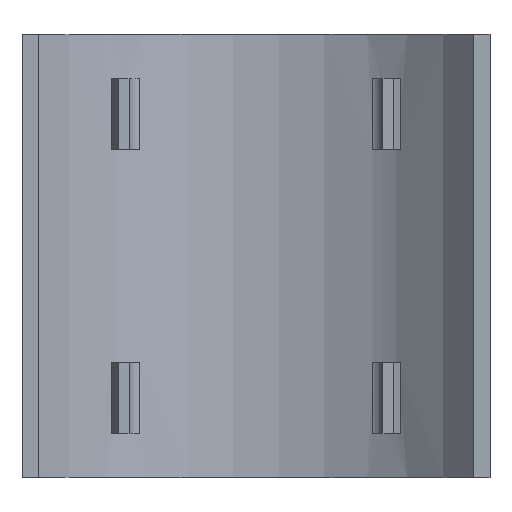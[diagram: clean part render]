
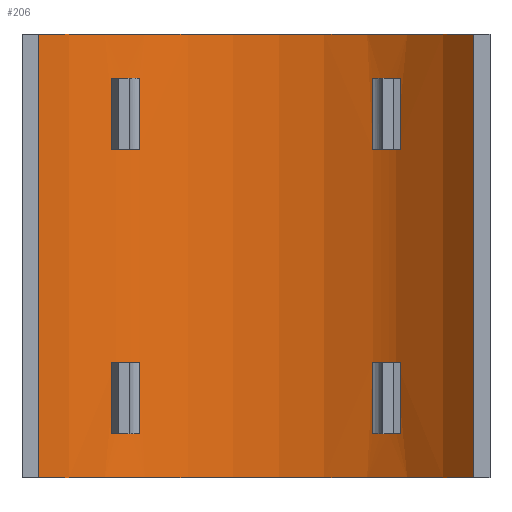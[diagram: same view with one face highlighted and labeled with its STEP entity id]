
A CAD part, front view. The second image highlights one B-rep face of the part: STEP entity #206.
In plain terms, the highlighted cylindrical face has radius 30.7 mm (diameter 61.4 mm), a partial arc.
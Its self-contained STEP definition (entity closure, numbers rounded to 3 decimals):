
#34=AXIS2_PLACEMENT_3D('Cylinder Axis2P3D',#31,#32,#33) ;
#38=AXIS2_PLACEMENT_3D('Circle Axis2P3D',#36,#37,$) ;
#54=AXIS2_PLACEMENT_3D('Circle Axis2P3D',#52,#53,$) ;
#81=AXIS2_PLACEMENT_3D('Circle Axis2P3D',#79,#80,$) ;
#95=AXIS2_PLACEMENT_3D('Circle Axis2P3D',#93,#94,$) ;
#106=AXIS2_PLACEMENT_3D('Circle Axis2P3D',#104,#105,$) ;
#122=AXIS2_PLACEMENT_3D('Circle Axis2P3D',#120,#121,$) ;
#140=AXIS2_PLACEMENT_3D('Circle Axis2P3D',#138,#139,$) ;
#156=AXIS2_PLACEMENT_3D('Circle Axis2P3D',#154,#155,$) ;
#183=AXIS2_PLACEMENT_3D('Circle Axis2P3D',#181,#182,$) ;
#197=AXIS2_PLACEMENT_3D('Circle Axis2P3D',#195,#196,$) ;
#31=CARTESIAN_POINT('Axis2P3D Location',(24.5,-18.5,-50.)) ;
#36=CARTESIAN_POINT('Axis2P3D Location',(24.5,-18.5,0.)) ;
#40=CARTESIAN_POINT('Vertex',(0.,0.,0.)) ;
#42=CARTESIAN_POINT('Vertex',(49.,0.,0.)) ;
#45=CARTESIAN_POINT('Line Origine',(0.,0.,-50.)) ;
#49=CARTESIAN_POINT('Vertex',(0.,0.,-50.)) ;
#52=CARTESIAN_POINT('Axis2P3D Location',(24.5,-18.5,-50.)) ;
#56=CARTESIAN_POINT('Vertex',(49.,0.,-50.)) ;
#59=CARTESIAN_POINT('Line Origine',(49.,0.,-50.)) ;
#70=CARTESIAN_POINT('Line Origine',(11.343,9.238,-50.)) ;
#74=CARTESIAN_POINT('Vertex',(11.343,9.238,-37.)) ;
#76=CARTESIAN_POINT('Vertex',(11.343,9.238,-45.)) ;
#79=CARTESIAN_POINT('Axis2P3D Location',(24.5,-18.5,-45.)) ;
#83=CARTESIAN_POINT('Vertex',(8.7,7.822,-45.)) ;
#86=CARTESIAN_POINT('Line Origine',(8.7,7.822,-50.)) ;
#90=CARTESIAN_POINT('Vertex',(8.7,7.822,-37.)) ;
#93=CARTESIAN_POINT('Axis2P3D Location',(24.5,-18.5,-37.)) ;
#104=CARTESIAN_POINT('Axis2P3D Location',(24.5,-18.5,-5.)) ;
#108=CARTESIAN_POINT('Vertex',(11.343,9.238,-5.)) ;
#110=CARTESIAN_POINT('Vertex',(8.7,7.822,-5.)) ;
#113=CARTESIAN_POINT('Line Origine',(11.343,9.238,-50.)) ;
#117=CARTESIAN_POINT('Vertex',(11.343,9.238,-13.)) ;
#120=CARTESIAN_POINT('Axis2P3D Location',(24.5,-18.5,-13.)) ;
#124=CARTESIAN_POINT('Vertex',(8.7,7.822,-13.)) ;
#127=CARTESIAN_POINT('Line Origine',(8.7,7.822,-50.)) ;
#138=CARTESIAN_POINT('Axis2P3D Location',(24.5,-18.5,-13.)) ;
#142=CARTESIAN_POINT('Vertex',(37.657,9.238,-13.)) ;
#144=CARTESIAN_POINT('Vertex',(40.3,7.822,-13.)) ;
#147=CARTESIAN_POINT('Line Origine',(37.657,9.238,-50.)) ;
#151=CARTESIAN_POINT('Vertex',(37.657,9.238,-5.)) ;
#154=CARTESIAN_POINT('Axis2P3D Location',(24.5,-18.5,-5.)) ;
#158=CARTESIAN_POINT('Vertex',(40.3,7.822,-5.)) ;
#161=CARTESIAN_POINT('Line Origine',(40.3,7.822,-50.)) ;
#172=CARTESIAN_POINT('Line Origine',(37.657,9.238,-50.)) ;
#176=CARTESIAN_POINT('Vertex',(37.657,9.238,-45.)) ;
#178=CARTESIAN_POINT('Vertex',(37.657,9.238,-37.)) ;
#181=CARTESIAN_POINT('Axis2P3D Location',(24.5,-18.5,-37.)) ;
#185=CARTESIAN_POINT('Vertex',(40.3,7.822,-37.)) ;
#188=CARTESIAN_POINT('Line Origine',(40.3,7.822,-50.)) ;
#192=CARTESIAN_POINT('Vertex',(40.3,7.822,-45.)) ;
#195=CARTESIAN_POINT('Axis2P3D Location',(24.5,-18.5,-45.)) ;
#32=DIRECTION('Axis2P3D Direction',(0.,0.,1.)) ;
#33=DIRECTION('Axis2P3D XDirection',(1.,0.,0.)) ;
#37=DIRECTION('Axis2P3D Direction',(0.,0.,1.)) ;
#46=DIRECTION('Vector Direction',(0.,0.,1.)) ;
#53=DIRECTION('Axis2P3D Direction',(0.,0.,1.)) ;
#60=DIRECTION('Vector Direction',(0.,0.,1.)) ;
#71=DIRECTION('Vector Direction',(0.,0.,1.)) ;
#80=DIRECTION('Axis2P3D Direction',(0.,0.,1.)) ;
#87=DIRECTION('Vector Direction',(0.,0.,1.)) ;
#94=DIRECTION('Axis2P3D Direction',(0.,0.,1.)) ;
#105=DIRECTION('Axis2P3D Direction',(0.,0.,1.)) ;
#114=DIRECTION('Vector Direction',(0.,0.,1.)) ;
#121=DIRECTION('Axis2P3D Direction',(0.,0.,1.)) ;
#128=DIRECTION('Vector Direction',(0.,0.,1.)) ;
#139=DIRECTION('Axis2P3D Direction',(0.,0.,1.)) ;
#148=DIRECTION('Vector Direction',(0.,0.,1.)) ;
#155=DIRECTION('Axis2P3D Direction',(0.,0.,1.)) ;
#162=DIRECTION('Vector Direction',(0.,0.,1.)) ;
#173=DIRECTION('Vector Direction',(0.,0.,1.)) ;
#182=DIRECTION('Axis2P3D Direction',(0.,0.,1.)) ;
#189=DIRECTION('Vector Direction',(0.,0.,1.)) ;
#196=DIRECTION('Axis2P3D Direction',(0.,0.,1.)) ;
#47=VECTOR('Line Direction',#46,1.) ;
#61=VECTOR('Line Direction',#60,1.) ;
#72=VECTOR('Line Direction',#71,1.) ;
#88=VECTOR('Line Direction',#87,1.) ;
#115=VECTOR('Line Direction',#114,1.) ;
#129=VECTOR('Line Direction',#128,1.) ;
#149=VECTOR('Line Direction',#148,1.) ;
#163=VECTOR('Line Direction',#162,1.) ;
#174=VECTOR('Line Direction',#173,1.) ;
#190=VECTOR('Line Direction',#189,1.) ;
#65=ORIENTED_EDGE('',*,*,#44,.F.) ;
#66=ORIENTED_EDGE('',*,*,#51,.F.) ;
#67=ORIENTED_EDGE('',*,*,#58,.T.) ;
#68=ORIENTED_EDGE('',*,*,#63,.T.) ;
#99=ORIENTED_EDGE('',*,*,#78,.T.) ;
#100=ORIENTED_EDGE('',*,*,#85,.F.) ;
#101=ORIENTED_EDGE('',*,*,#92,.T.) ;
#102=ORIENTED_EDGE('',*,*,#97,.T.) ;
#133=ORIENTED_EDGE('',*,*,#112,.F.) ;
#134=ORIENTED_EDGE('',*,*,#119,.T.) ;
#135=ORIENTED_EDGE('',*,*,#126,.T.) ;
#136=ORIENTED_EDGE('',*,*,#131,.F.) ;
#167=ORIENTED_EDGE('',*,*,#146,.F.) ;
#168=ORIENTED_EDGE('',*,*,#153,.T.) ;
#169=ORIENTED_EDGE('',*,*,#160,.T.) ;
#170=ORIENTED_EDGE('',*,*,#165,.F.) ;
#201=ORIENTED_EDGE('',*,*,#180,.T.) ;
#202=ORIENTED_EDGE('',*,*,#187,.F.) ;
#203=ORIENTED_EDGE('',*,*,#194,.T.) ;
#204=ORIENTED_EDGE('',*,*,#199,.T.) ;
#103=FACE_BOUND('',#98,.T.) ;
#137=FACE_BOUND('',#132,.T.) ;
#171=FACE_BOUND('',#166,.T.) ;
#205=FACE_BOUND('',#200,.T.) ;
#206=ADVANCED_FACE('NONE',(#69,#103,#137,#171,#205),#35,.F.) ;
#39=CIRCLE('generated circle',#38,30.7) ;
#55=CIRCLE('generated circle',#54,30.7) ;
#82=CIRCLE('generated circle',#81,30.7) ;
#96=CIRCLE('generated circle',#95,30.7) ;
#107=CIRCLE('generated circle',#106,30.7) ;
#123=CIRCLE('generated circle',#122,30.7) ;
#141=CIRCLE('generated circle',#140,30.7) ;
#157=CIRCLE('generated circle',#156,30.7) ;
#184=CIRCLE('generated circle',#183,30.7) ;
#198=CIRCLE('generated circle',#197,30.7) ;
#35=CYLINDRICAL_SURFACE('generated cylinder',#34,30.7) ;
#44=EDGE_CURVE('',#41,#43,#39,.F.) ;
#51=EDGE_CURVE('',#50,#41,#48,.T.) ;
#58=EDGE_CURVE('',#50,#57,#55,.F.) ;
#63=EDGE_CURVE('',#57,#43,#62,.T.) ;
#78=EDGE_CURVE('',#75,#77,#73,.F.) ;
#85=EDGE_CURVE('',#84,#77,#82,.F.) ;
#92=EDGE_CURVE('',#84,#91,#89,.T.) ;
#97=EDGE_CURVE('',#91,#75,#96,.F.) ;
#112=EDGE_CURVE('',#109,#111,#107,.T.) ;
#119=EDGE_CURVE('',#109,#118,#116,.F.) ;
#126=EDGE_CURVE('',#118,#125,#123,.T.) ;
#131=EDGE_CURVE('',#111,#125,#130,.F.) ;
#146=EDGE_CURVE('',#143,#145,#141,.F.) ;
#153=EDGE_CURVE('',#143,#152,#150,.T.) ;
#160=EDGE_CURVE('',#152,#159,#157,.F.) ;
#165=EDGE_CURVE('',#145,#159,#164,.T.) ;
#180=EDGE_CURVE('',#177,#179,#175,.T.) ;
#187=EDGE_CURVE('',#186,#179,#184,.T.) ;
#194=EDGE_CURVE('',#186,#193,#191,.F.) ;
#199=EDGE_CURVE('',#193,#177,#198,.T.) ;
#64=EDGE_LOOP('',(#65,#66,#67,#68)) ;
#98=EDGE_LOOP('',(#99,#100,#101,#102)) ;
#132=EDGE_LOOP('',(#133,#134,#135,#136)) ;
#166=EDGE_LOOP('',(#167,#168,#169,#170)) ;
#200=EDGE_LOOP('',(#201,#202,#203,#204)) ;
#69=FACE_OUTER_BOUND('',#64,.T.) ;
#48=LINE('Line',#45,#47) ;
#62=LINE('Line',#59,#61) ;
#73=LINE('Line',#70,#72) ;
#89=LINE('Line',#86,#88) ;
#116=LINE('Line',#113,#115) ;
#130=LINE('Line',#127,#129) ;
#150=LINE('Line',#147,#149) ;
#164=LINE('Line',#161,#163) ;
#175=LINE('Line',#172,#174) ;
#191=LINE('Line',#188,#190) ;
#41=VERTEX_POINT('',#40) ;
#43=VERTEX_POINT('',#42) ;
#50=VERTEX_POINT('',#49) ;
#57=VERTEX_POINT('',#56) ;
#75=VERTEX_POINT('',#74) ;
#77=VERTEX_POINT('',#76) ;
#84=VERTEX_POINT('',#83) ;
#91=VERTEX_POINT('',#90) ;
#109=VERTEX_POINT('',#108) ;
#111=VERTEX_POINT('',#110) ;
#118=VERTEX_POINT('',#117) ;
#125=VERTEX_POINT('',#124) ;
#143=VERTEX_POINT('',#142) ;
#145=VERTEX_POINT('',#144) ;
#152=VERTEX_POINT('',#151) ;
#159=VERTEX_POINT('',#158) ;
#177=VERTEX_POINT('',#176) ;
#179=VERTEX_POINT('',#178) ;
#186=VERTEX_POINT('',#185) ;
#193=VERTEX_POINT('',#192) ;
